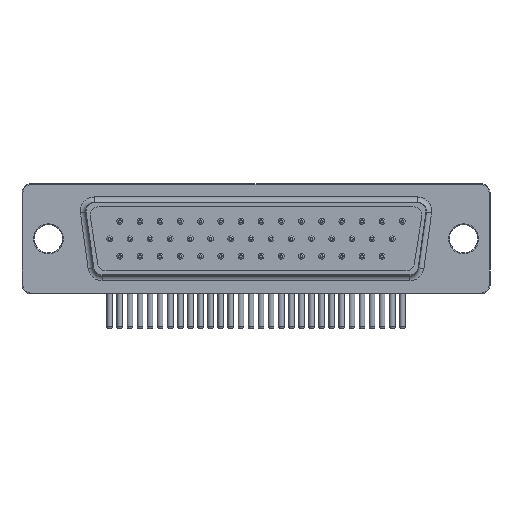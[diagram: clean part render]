
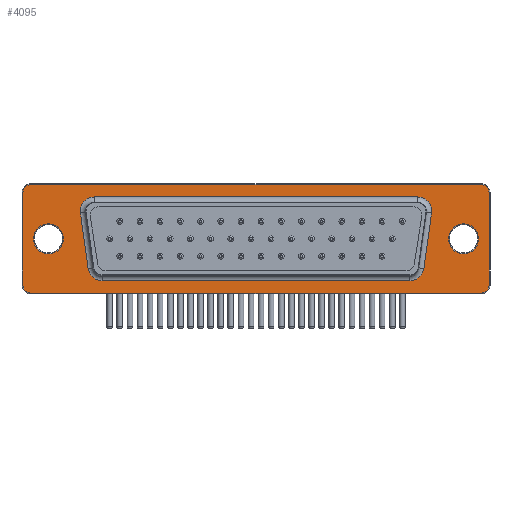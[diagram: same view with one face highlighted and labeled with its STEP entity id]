
A CAD part, front view. The second image highlights one B-rep face of the part: STEP entity #4095.
In plain terms, the highlighted planar face has unit normal (0, -1, 0).
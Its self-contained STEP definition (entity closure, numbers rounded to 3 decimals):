
#3896 = VERTEX_POINT('',#3897);
#3897 = CARTESIAN_POINT('',(-4.46,-13.66,9.181));
#3906 = VERTEX_POINT('',#3907);
#3907 = CARTESIAN_POINT('',(-2.875,-13.66,11.));
#3914 = EDGE_CURVE('',#3896,#3906,#3915,.T.);
#3915 = CIRCLE('',#3916,1.6);
#3916 = AXIS2_PLACEMENT_3D('',#3917,#3918,#3919);
#3917 = CARTESIAN_POINT('',(-2.875,-13.66,9.4));
#3918 = DIRECTION('',(0.,1.,0.));
#3919 = DIRECTION('',(-0.991,0.,
-0.137));
#3930 = EDGE_CURVE('',#3906,#3931,#3933,.T.);
#3931 = VERTEX_POINT('',#3932);
#3932 = CARTESIAN_POINT('',(33.79,-13.66,11.));
#3933 = LINE('',#3934,#3935);
#3934 = CARTESIAN_POINT('',(-2.875,-13.66,11.));
#3935 = VECTOR('',#3936,1.);
#3936 = DIRECTION('',(1.,0.,0.));
#3955 = VERTEX_POINT('',#3956);
#3956 = CARTESIAN_POINT('',(-3.591,-13.66,2.881));
#3963 = EDGE_CURVE('',#3955,#3896,#3964,.T.);
#3964 = LINE('',#3965,#3966);
#3965 = CARTESIAN_POINT('',(-3.591,-13.66,2.881));
#3966 = VECTOR('',#3967,1.);
#3967 = DIRECTION('',(-0.137,0.,0.991)
);
#3982 = VERTEX_POINT('',#3983);
#3983 = CARTESIAN_POINT('',(35.375,-13.66,9.181));
#3990 = EDGE_CURVE('',#3931,#3982,#3991,.T.);
#3991 = CIRCLE('',#3992,1.6);
#3992 = AXIS2_PLACEMENT_3D('',#3993,#3994,#3995);
#3993 = CARTESIAN_POINT('',(33.79,-13.66,9.4));
#3994 = DIRECTION('',(0.,1.,0.));
#3995 = DIRECTION('',(0.,0.,1.));
#4006 = VERTEX_POINT('',#4007);
#4007 = CARTESIAN_POINT('',(-2.006,-13.66,1.5));
#4016 = EDGE_CURVE('',#4006,#3955,#4017,.T.);
#4017 = CIRCLE('',#4018,1.6);
#4018 = AXIS2_PLACEMENT_3D('',#4019,#4020,#4021);
#4019 = CARTESIAN_POINT('',(-2.006,-13.66,3.1));
#4020 = DIRECTION('',(0.,1.,0.));
#4021 = DIRECTION('',(0.,0.,-1.));
#4032 = EDGE_CURVE('',#3982,#4033,#4035,.T.);
#4033 = VERTEX_POINT('',#4034);
#4034 = CARTESIAN_POINT('',(34.506,-13.66,2.881));
#4035 = LINE('',#4036,#4037);
#4036 = CARTESIAN_POINT('',(35.375,-13.66,9.181));
#4037 = VECTOR('',#4038,1.);
#4038 = DIRECTION('',(-0.137,0.,
-0.991));
#4057 = VERTEX_POINT('',#4058);
#4058 = CARTESIAN_POINT('',(32.921,-13.66,1.5));
#4065 = EDGE_CURVE('',#4057,#4006,#4066,.T.);
#4066 = LINE('',#4067,#4068);
#4067 = CARTESIAN_POINT('',(32.921,-13.66,1.5));
#4068 = VECTOR('',#4069,1.);
#4069 = DIRECTION('',(-1.,0.,0.));
#4084 = EDGE_CURVE('',#4033,#4057,#4085,.T.);
#4085 = CIRCLE('',#4086,1.6);
#4086 = AXIS2_PLACEMENT_3D('',#4087,#4088,#4089);
#4087 = CARTESIAN_POINT('',(32.921,-13.66,3.1));
#4088 = DIRECTION('',(0.,1.,0.));
#4089 = DIRECTION('',(0.991,0.,-0.137
));
#4095 = ADVANCED_FACE('',(#4096,#4106,#4176,#4187),#4198,.T.);
#4096 = FACE_BOUND('',#4097,.T.);
#4097 = EDGE_LOOP('',(#4098,#4099,#4100,#4101,#4102,#4103,#4104,#4105));
#4098 = ORIENTED_EDGE('',*,*,#4016,.T.);
#4099 = ORIENTED_EDGE('',*,*,#3963,.T.);
#4100 = ORIENTED_EDGE('',*,*,#3914,.T.);
#4101 = ORIENTED_EDGE('',*,*,#3930,.T.);
#4102 = ORIENTED_EDGE('',*,*,#3990,.T.);
#4103 = ORIENTED_EDGE('',*,*,#4032,.T.);
#4104 = ORIENTED_EDGE('',*,*,#4084,.T.);
#4105 = ORIENTED_EDGE('',*,*,#4065,.T.);
#4106 = FACE_BOUND('',#4107,.T.);
#4107 = EDGE_LOOP('',(#4108,#4118,#4127,#4135,#4144,#4152,#4161,#4169));
#4108 = ORIENTED_EDGE('',*,*,#4109,.T.);
#4109 = EDGE_CURVE('',#4110,#4112,#4114,.T.);
#4110 = VERTEX_POINT('',#4111);
#4111 = CARTESIAN_POINT('',(41.008,-13.66,12.4));
#4112 = VERTEX_POINT('',#4113);
#4113 = CARTESIAN_POINT('',(-10.093,-13.66,12.4));
#4114 = LINE('',#4115,#4116);
#4115 = CARTESIAN_POINT('',(41.008,-13.66,12.4));
#4116 = VECTOR('',#4117,1.);
#4117 = DIRECTION('',(-1.,0.,0.));
#4118 = ORIENTED_EDGE('',*,*,#4119,.T.);
#4119 = EDGE_CURVE('',#4112,#4120,#4122,.T.);
#4120 = VERTEX_POINT('',#4121);
#4121 = CARTESIAN_POINT('',(-10.993,-13.66,11.5));
#4122 = CIRCLE('',#4123,0.9);
#4123 = AXIS2_PLACEMENT_3D('',#4124,#4125,#4126);
#4124 = CARTESIAN_POINT('',(-10.093,-13.66,11.5));
#4125 = DIRECTION('',(0.,-1.,0.));
#4126 = DIRECTION('',(0.,0.,1.));
#4127 = ORIENTED_EDGE('',*,*,#4128,.T.);
#4128 = EDGE_CURVE('',#4120,#4129,#4131,.T.);
#4129 = VERTEX_POINT('',#4130);
#4130 = CARTESIAN_POINT('',(-10.993,-13.66,1.));
#4131 = LINE('',#4132,#4133);
#4132 = CARTESIAN_POINT('',(-10.993,-13.66,11.5));
#4133 = VECTOR('',#4134,1.);
#4134 = DIRECTION('',(0.,0.,-1.));
#4135 = ORIENTED_EDGE('',*,*,#4136,.T.);
#4136 = EDGE_CURVE('',#4129,#4137,#4139,.T.);
#4137 = VERTEX_POINT('',#4138);
#4138 = CARTESIAN_POINT('',(-10.093,-13.66,0.1));
#4139 = CIRCLE('',#4140,0.9);
#4140 = AXIS2_PLACEMENT_3D('',#4141,#4142,#4143);
#4141 = CARTESIAN_POINT('',(-10.093,-13.66,1.));
#4142 = DIRECTION('',(0.,-1.,0.));
#4143 = DIRECTION('',(-1.,0.,0.));
#4144 = ORIENTED_EDGE('',*,*,#4145,.T.);
#4145 = EDGE_CURVE('',#4137,#4146,#4148,.T.);
#4146 = VERTEX_POINT('',#4147);
#4147 = CARTESIAN_POINT('',(41.008,-13.66,0.1));
#4148 = LINE('',#4149,#4150);
#4149 = CARTESIAN_POINT('',(-10.093,-13.66,0.1));
#4150 = VECTOR('',#4151,1.);
#4151 = DIRECTION('',(1.,0.,0.));
#4152 = ORIENTED_EDGE('',*,*,#4153,.T.);
#4153 = EDGE_CURVE('',#4146,#4154,#4156,.T.);
#4154 = VERTEX_POINT('',#4155);
#4155 = CARTESIAN_POINT('',(41.908,-13.66,1.));
#4156 = CIRCLE('',#4157,0.9);
#4157 = AXIS2_PLACEMENT_3D('',#4158,#4159,#4160);
#4158 = CARTESIAN_POINT('',(41.008,-13.66,1.));
#4159 = DIRECTION('',(0.,-1.,0.));
#4160 = DIRECTION('',(0.,0.,-1.));
#4161 = ORIENTED_EDGE('',*,*,#4162,.T.);
#4162 = EDGE_CURVE('',#4154,#4163,#4165,.T.);
#4163 = VERTEX_POINT('',#4164);
#4164 = CARTESIAN_POINT('',(41.908,-13.66,11.5));
#4165 = LINE('',#4166,#4167);
#4166 = CARTESIAN_POINT('',(41.908,-13.66,1.));
#4167 = VECTOR('',#4168,1.);
#4168 = DIRECTION('',(0.,0.,1.));
#4169 = ORIENTED_EDGE('',*,*,#4170,.T.);
#4170 = EDGE_CURVE('',#4163,#4110,#4171,.T.);
#4171 = CIRCLE('',#4172,0.9);
#4172 = AXIS2_PLACEMENT_3D('',#4173,#4174,#4175);
#4173 = CARTESIAN_POINT('',(41.008,-13.66,11.5));
#4174 = DIRECTION('',(0.,-1.,0.));
#4175 = DIRECTION('',(1.,0.,0.));
#4176 = FACE_BOUND('',#4177,.T.);
#4177 = EDGE_LOOP('',(#4178));
#4178 = ORIENTED_EDGE('',*,*,#4179,.F.);
#4179 = EDGE_CURVE('',#4180,#4180,#4182,.T.);
#4180 = VERTEX_POINT('',#4181);
#4181 = CARTESIAN_POINT('',(-6.393,-13.66,6.25));
#4182 = CIRCLE('',#4183,1.7);
#4183 = AXIS2_PLACEMENT_3D('',#4184,#4185,#4186);
#4184 = CARTESIAN_POINT('',(-8.093,-13.66,6.25));
#4185 = DIRECTION('',(0.,-1.,0.));
#4186 = DIRECTION('',(1.,0.,0.));
#4187 = FACE_BOUND('',#4188,.T.);
#4188 = EDGE_LOOP('',(#4189));
#4189 = ORIENTED_EDGE('',*,*,#4190,.F.);
#4190 = EDGE_CURVE('',#4191,#4191,#4193,.T.);
#4191 = VERTEX_POINT('',#4192);
#4192 = CARTESIAN_POINT('',(40.708,-13.66,6.25));
#4193 = CIRCLE('',#4194,1.7);
#4194 = AXIS2_PLACEMENT_3D('',#4195,#4196,#4197);
#4195 = CARTESIAN_POINT('',(39.008,-13.66,6.25));
#4196 = DIRECTION('',(0.,-1.,0.));
#4197 = DIRECTION('',(1.,0.,0.));
#4198 = PLANE('',#4199);
#4199 = AXIS2_PLACEMENT_3D('',#4200,#4201,#4202);
#4200 = CARTESIAN_POINT('',(15.458,-13.66,6.25));
#4201 = DIRECTION('',(0.,-1.,0.));
#4202 = DIRECTION('',(1.,0.,0.));
